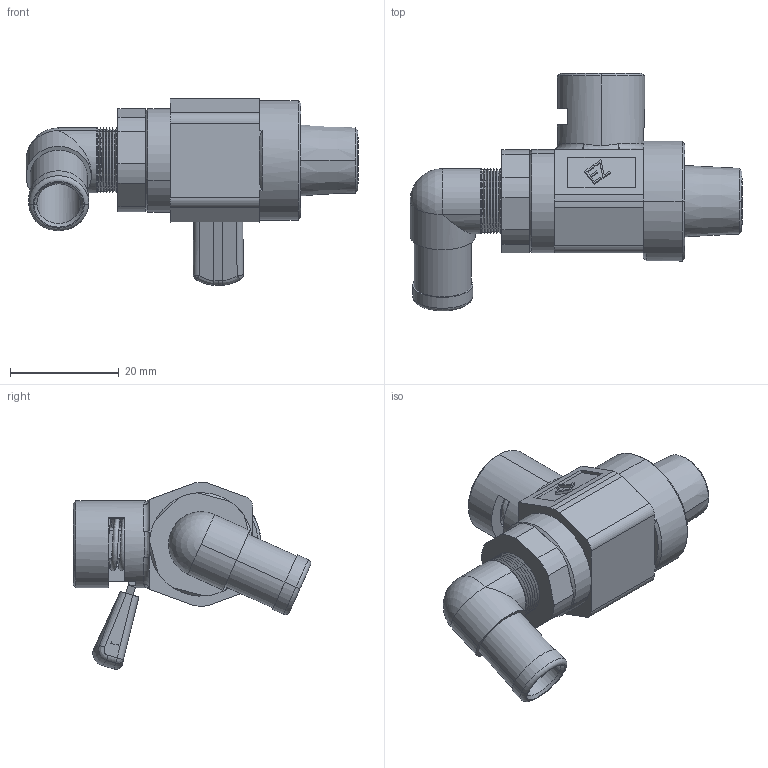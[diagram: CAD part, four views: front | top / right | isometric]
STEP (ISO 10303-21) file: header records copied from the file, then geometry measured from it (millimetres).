
FILE_DESCRIPTION (( 'STEP AP203' ), '1' );
FILE_NAME ('EZ-S1-NPT-L.STEP', '2015-11-11T05:06:17', ( '微软用户' ), ( '微软中国' ), 'SwSTEP 2.0', 'SolidWorks 2010', '' );
FILE_SCHEMA (( 'CONFIG_CONTROL_DESIGN' ));
Length unit declared in the file: millimetre
Products named in the file (14): ﾐ｡ｵｯｻﾉ_1_4_1; Cñ_3_3; ｵ貳ｬ_4_1; 9-1.8; EZ-S1-NPT-L; 115概极_4; 苤忒梟_4_1; ÇòÌå_4_1; ｷｧｸﾋ_4_1; 球座1_4_1; ｿｨｻﾉ_4_1; 13.5-1.5; L-001俔芛; S俔芛甜簽
Assembly tree (14 placements, depth 2):
  EZ-S1-NPT-L
    苤忒梟_4_1
    球座1_4_1  x2
    ｷｧｸﾋ_4_1
    9-1.8
    13.5-1.5
    ｿｨｻﾉ_4_1
    S俔芛甜簽
    ÇòÌå_4_1
    Cñ_3_3
    ﾐ｡ｵｯｻﾉ_1_4_1
    115概极_4
    L-001俔芛
    ｵ貳ｬ_4_1
Bounding box: 61 x 43.65 x 34.31 mm (x, y, z)
Volume: 14419.5 mm3; surface area: 13974 mm2
Topology: 14 solids, 15 shells, 430 faces, 1016 edges, 631 vertices
Faces by surface type: plane 142, cylinder 130, cone 103, bspline 36, torus 18, sphere 1
Entity records: 17996 total; most frequent: CARTESIAN_POINT 6670, DIRECTION 2112, ORIENTED_EDGE 2005, EDGE_CURVE 1004, AXIS2_PLACEMENT_3D 822, VERTEX_POINT 624, VECTOR 468, LINE 468
